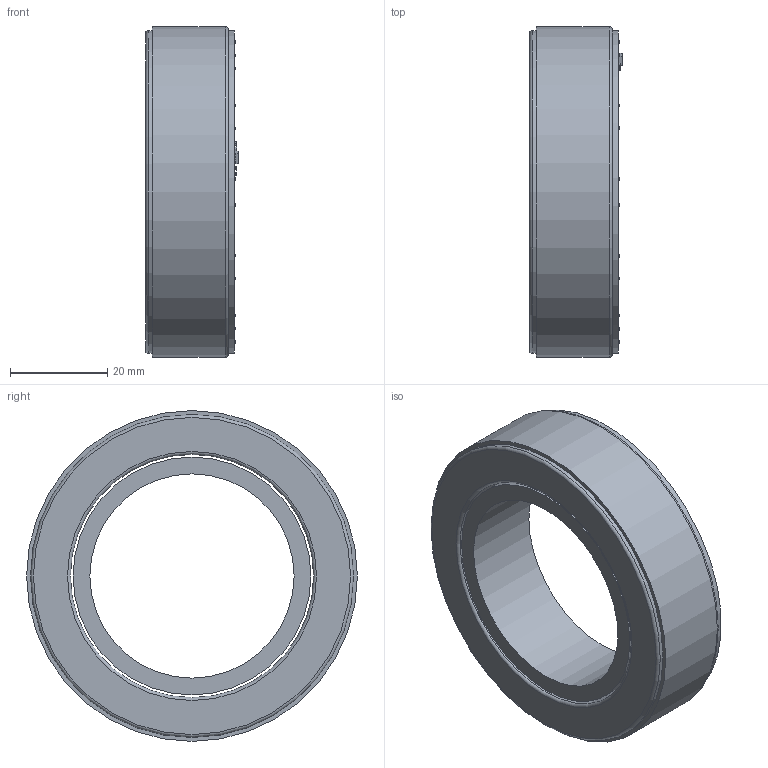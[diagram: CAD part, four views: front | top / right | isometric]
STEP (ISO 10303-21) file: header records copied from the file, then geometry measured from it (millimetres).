
FILE_DESCRIPTION(/* description */ (''),/* implementation_level */ '2;1');
FILE_NAME(/* name */ 'ATD 68x14.stp',/* time_stamp */ '2022-09-22T16:00:18+05:00',/* author */ ('ArapovaEN'),/* organization */ (''),/* preprocessor_version */ 'ST-DEVELOPER v18.1',/* originating_system */ 'Autodesk Inventor 2021',/* authorisation */ '');
FILE_SCHEMA (('AUTOMOTIVE_DESIGN { 1 0 10303 214 3 1 1 }'));
Length unit declared in the file: millimetre
Products named in the file (14): ATD 68x14 упрощенно; Компаунд ATD6814; Ротор 6814 упрощенно; PCB6814; БПАГ.687261.015 ATD 68-XX.SS.TS; Board; R3; DD1; WSON-6; R2; R1; chip_0402_r; C1; User_Library-0402(1005M)_Cap
Assembly tree (15 placements, depth 5):
  ATD 68x14 упрощенно
    Компаунд ATD6814
    Ротор 6814 упрощенно
    PCB6814
      БПАГ.687261.015 ATD 68-XX.SS.TS
        Board
        R3
          chip_0402_r
        DD1
          WSON-6
        R2
          chip_0402_r
        R1
          chip_0402_r
        C1
          User_Library-0402(1005M)_Cap
Bounding box: 19.08 x 68 x 68 mm (x, y, z)
Volume: 37681.4 mm3; surface area: 18539.4 mm2
Topology: 28 solids, 28 shells, 724 faces, 1709 edges, 1091 vertices
Faces by surface type: plane 361, cylinder 188, bspline 139, cone 24, sphere 8, torus 4
Full cylindrical faces by diameter (mm): 0.5 x1, 0.516 x24, 42 x1, 48.9 x1, 50 x1, 51.4 x1, 66.4 x1, 66.6 x1, 68 x1
Entity records: 19777 total; most frequent: CARTESIAN_POINT 6821, ORIENTED_EDGE 2486, DIRECTION 2379, EDGE_CURVE 1243, VERTEX_POINT 807, AXIS2_PLACEMENT_3D 801, LINE 777, VECTOR 777
